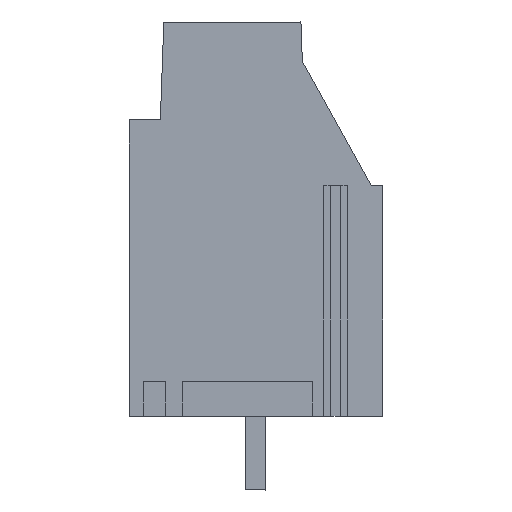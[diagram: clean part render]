
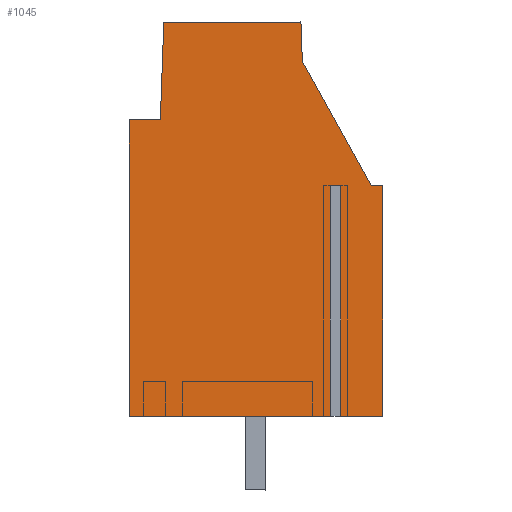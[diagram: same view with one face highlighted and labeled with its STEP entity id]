
A CAD part, left-side view. The second image highlights one B-rep face of the part: STEP entity #1045.
In plain terms, the highlighted planar face has unit normal (-1, 0, 0).
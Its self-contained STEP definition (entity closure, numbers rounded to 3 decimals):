
#937=AXIS2_PLACEMENT_3D('Plane Axis2P3D',#934,#935,#936) ;
#934=CARTESIAN_POINT('Axis2P3D Location',(0.,11.,0.)) ;
#939=CARTESIAN_POINT('Line Origine',(0.,0.912,3.2)) ;
#943=CARTESIAN_POINT('Vertex',(0.,1.825,3.2)) ;
#945=CARTESIAN_POINT('Vertex',(0.,0.,3.2)) ;
#948=CARTESIAN_POINT('Line Origine',(0.,0.,8.2)) ;
#952=CARTESIAN_POINT('Vertex',(0.,0.,13.2)) ;
#955=CARTESIAN_POINT('Line Origine',(0.,0.25,13.2)) ;
#959=CARTESIAN_POINT('Vertex',(0.,0.5,13.2)) ;
#962=CARTESIAN_POINT('Line Origine',(0.,1.995,15.896)) ;
#966=CARTESIAN_POINT('Vertex',(0.,3.49,18.592)) ;
#969=CARTESIAN_POINT('Line Origine',(0.,3.52,19.446)) ;
#973=CARTESIAN_POINT('Vertex',(0.,3.55,20.3)) ;
#976=CARTESIAN_POINT('Line Origine',(0.,6.525,20.3)) ;
#980=CARTESIAN_POINT('Vertex',(0.,9.5,20.3)) ;
#983=CARTESIAN_POINT('Line Origine',(0.,9.574,18.175)) ;
#987=CARTESIAN_POINT('Vertex',(0.,9.648,16.05)) ;
#990=CARTESIAN_POINT('Line Origine',(0.,10.324,16.05)) ;
#994=CARTESIAN_POINT('Vertex',(0.,11.,16.05)) ;
#997=CARTESIAN_POINT('Line Origine',(0.,11.,9.625)) ;
#1001=CARTESIAN_POINT('Vertex',(0.,11.,3.2)) ;
#1004=CARTESIAN_POINT('Line Origine',(0.,6.638,3.2)) ;
#1008=CARTESIAN_POINT('Vertex',(0.,2.275,3.2)) ;
#1011=CARTESIAN_POINT('Line Origine',(0.,2.275,8.2)) ;
#1015=CARTESIAN_POINT('Vertex',(0.,2.275,13.2)) ;
#1018=CARTESIAN_POINT('Line Origine',(0.,2.05,13.2)) ;
#1022=CARTESIAN_POINT('Vertex',(0.,1.825,13.2)) ;
#1025=CARTESIAN_POINT('Line Origine',(0.,1.825,8.2)) ;
#935=DIRECTION('Axis2P3D Direction',(-1.,0.,0.)) ;
#936=DIRECTION('Axis2P3D XDirection',(0.,-1.,0.)) ;
#940=DIRECTION('Vector Direction',(0.,1.,0.)) ;
#949=DIRECTION('Vector Direction',(0.,0.,-1.)) ;
#956=DIRECTION('Vector Direction',(0.,-1.,0.)) ;
#963=DIRECTION('Vector Direction',(0.,-0.485,-0.875)) ;
#970=DIRECTION('Vector Direction',(0.,0.035,0.999)) ;
#977=DIRECTION('Vector Direction',(0.,-1.,0.)) ;
#984=DIRECTION('Vector Direction',(0.,0.035,-0.999)) ;
#991=DIRECTION('Vector Direction',(0.,-1.,0.)) ;
#998=DIRECTION('Vector Direction',(0.,0.,1.)) ;
#1005=DIRECTION('Vector Direction',(0.,1.,0.)) ;
#1012=DIRECTION('Vector Direction',(0.,0.,1.)) ;
#1019=DIRECTION('Vector Direction',(0.,-1.,0.)) ;
#1026=DIRECTION('Vector Direction',(0.,0.,1.)) ;
#941=VECTOR('Line Direction',#940,1.) ;
#950=VECTOR('Line Direction',#949,1.) ;
#957=VECTOR('Line Direction',#956,1.) ;
#964=VECTOR('Line Direction',#963,1.) ;
#971=VECTOR('Line Direction',#970,1.) ;
#978=VECTOR('Line Direction',#977,1.) ;
#985=VECTOR('Line Direction',#984,1.) ;
#992=VECTOR('Line Direction',#991,1.) ;
#999=VECTOR('Line Direction',#998,1.) ;
#1006=VECTOR('Line Direction',#1005,1.) ;
#1013=VECTOR('Line Direction',#1012,1.) ;
#1020=VECTOR('Line Direction',#1019,1.) ;
#1027=VECTOR('Line Direction',#1026,1.) ;
#1031=ORIENTED_EDGE('',*,*,#947,.T.) ;
#1032=ORIENTED_EDGE('',*,*,#954,.T.) ;
#1033=ORIENTED_EDGE('',*,*,#961,.T.) ;
#1034=ORIENTED_EDGE('',*,*,#968,.T.) ;
#1035=ORIENTED_EDGE('',*,*,#975,.T.) ;
#1036=ORIENTED_EDGE('',*,*,#982,.T.) ;
#1037=ORIENTED_EDGE('',*,*,#989,.T.) ;
#1038=ORIENTED_EDGE('',*,*,#996,.T.) ;
#1039=ORIENTED_EDGE('',*,*,#1003,.T.) ;
#1040=ORIENTED_EDGE('',*,*,#1010,.T.) ;
#1041=ORIENTED_EDGE('',*,*,#1017,.T.) ;
#1042=ORIENTED_EDGE('',*,*,#1024,.F.) ;
#1043=ORIENTED_EDGE('',*,*,#1029,.F.) ;
#1045=ADVANCED_FACE('KLSC M3x6.3.1',(#1044),#938,.T.) ;
#947=EDGE_CURVE('',#944,#946,#942,.F.) ;
#954=EDGE_CURVE('',#946,#953,#951,.F.) ;
#961=EDGE_CURVE('',#953,#960,#958,.F.) ;
#968=EDGE_CURVE('',#960,#967,#965,.F.) ;
#975=EDGE_CURVE('',#967,#974,#972,.T.) ;
#982=EDGE_CURVE('',#974,#981,#979,.F.) ;
#989=EDGE_CURVE('',#981,#988,#986,.T.) ;
#996=EDGE_CURVE('',#988,#995,#993,.F.) ;
#1003=EDGE_CURVE('',#995,#1002,#1000,.F.) ;
#1010=EDGE_CURVE('',#1002,#1009,#1007,.F.) ;
#1017=EDGE_CURVE('',#1009,#1016,#1014,.T.) ;
#1024=EDGE_CURVE('',#1023,#1016,#1021,.F.) ;
#1029=EDGE_CURVE('',#944,#1023,#1028,.T.) ;
#1030=EDGE_LOOP('',(#1031,#1032,#1033,#1034,#1035,#1036,#1037,#1038,#1039,#1040,#1041,#1042,#1043)) ;
#1044=FACE_OUTER_BOUND('',#1030,.T.) ;
#942=LINE('Line',#939,#941) ;
#951=LINE('Line',#948,#950) ;
#958=LINE('Line',#955,#957) ;
#965=LINE('Line',#962,#964) ;
#972=LINE('Line',#969,#971) ;
#979=LINE('Line',#976,#978) ;
#986=LINE('Line',#983,#985) ;
#993=LINE('Line',#990,#992) ;
#1000=LINE('Line',#997,#999) ;
#1007=LINE('Line',#1004,#1006) ;
#1014=LINE('Line',#1011,#1013) ;
#1021=LINE('Line',#1018,#1020) ;
#1028=LINE('Line',#1025,#1027) ;
#938=PLANE('',#937) ;
#944=VERTEX_POINT('',#943) ;
#946=VERTEX_POINT('',#945) ;
#953=VERTEX_POINT('',#952) ;
#960=VERTEX_POINT('',#959) ;
#967=VERTEX_POINT('',#966) ;
#974=VERTEX_POINT('',#973) ;
#981=VERTEX_POINT('',#980) ;
#988=VERTEX_POINT('',#987) ;
#995=VERTEX_POINT('',#994) ;
#1002=VERTEX_POINT('',#1001) ;
#1009=VERTEX_POINT('',#1008) ;
#1016=VERTEX_POINT('',#1015) ;
#1023=VERTEX_POINT('',#1022) ;
